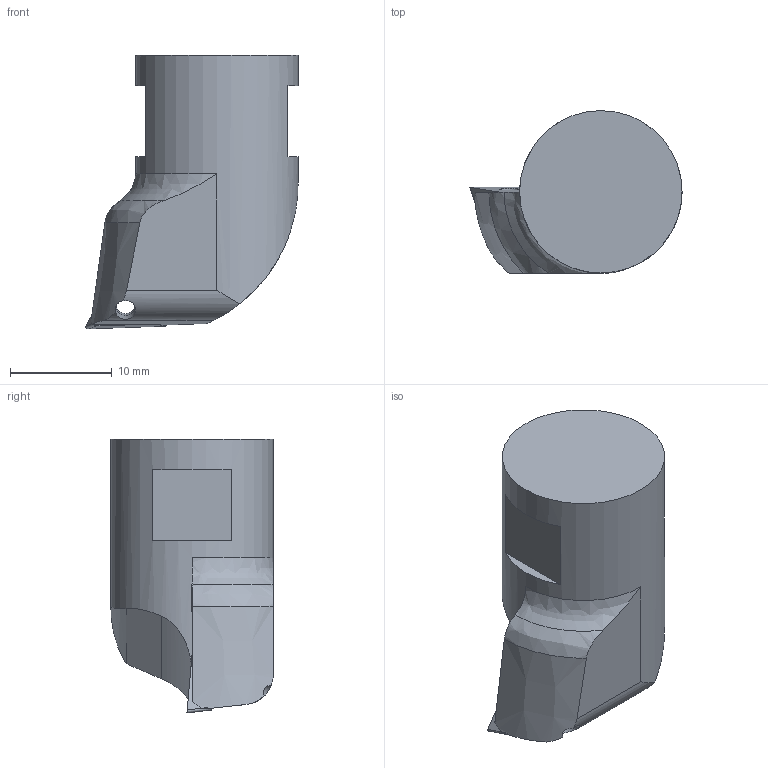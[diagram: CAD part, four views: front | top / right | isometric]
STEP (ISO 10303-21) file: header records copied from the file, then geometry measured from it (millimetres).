
FILE_DESCRIPTION((''),'1');
FILE_NAME('EB26N.stp','2022-09-27T07:27:52',(''),(''),'Spatial Interop R21 SP3','Kubotek KeyCreator 2011 V10.0.2 (22737)',' ');
FILE_SCHEMA(('automotive_design'));
Length unit declared in the file: millimetre
Products named in the file (2): 241[3]; 240[2]
Bounding box: 20.89 x 16 x 26.96 mm (x, y, z)
Volume: 4864.6 mm3; surface area: 1853.4 mm2
Topology: 2 solids, 2 shells, 38 faces, 106 edges, 70 vertices
Faces by surface type: plane 24, cylinder 11, bspline 2, cone 1
Full cylindrical faces by diameter (mm): 2 x2, 16 x1
Entity records: 2419 total; most frequent: CARTESIAN_POINT 498, ORIENTED_EDGE 194, DIRECTION 184, PRESENTATION_STYLE_ASSIGNMENT 177, COLOUR_RGB 177, STYLED_ITEM 137, CURVE_STYLE 137, DRAUGHTING_PRE_DEFINED_CURVE_FONT 137
